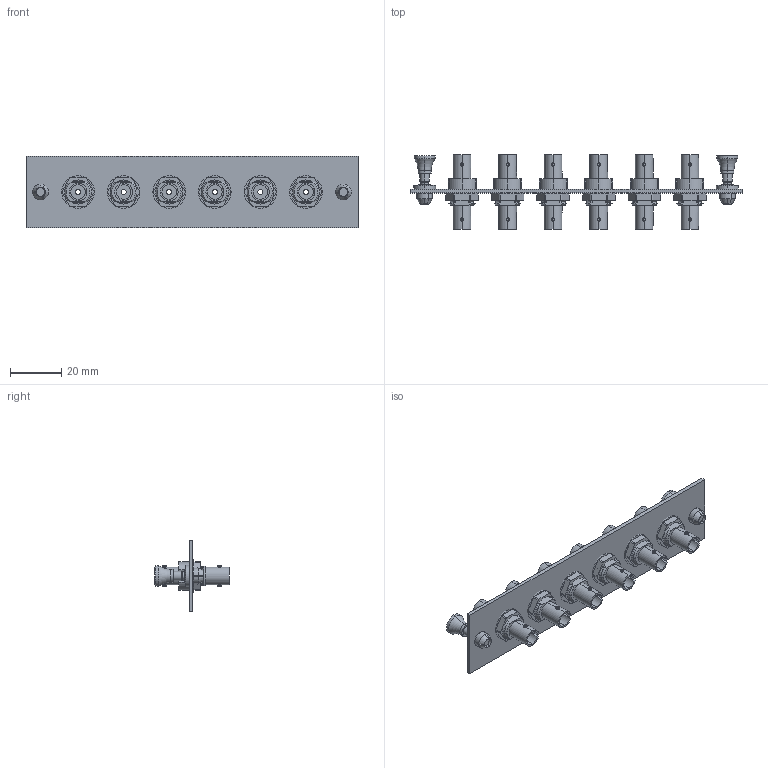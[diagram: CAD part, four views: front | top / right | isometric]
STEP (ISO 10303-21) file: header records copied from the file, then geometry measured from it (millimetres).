
FILE_DESCRIPTION (( 'STEP AP203' ), '1' );
FILE_NAME ('FSP-ST-CR.STEP', '2006-06-23T19:38:10', ( 'lcom' ), ( 'lcom' ), 'SwSTEP 2.0', 'SolidWorks 2006004', '' );
FILE_SCHEMA (( 'CONFIG_CONTROL_DESIGN' ));
Length unit declared in the file: inch
Products named in the file (8): 3AA02-001; FSP-ST-CR; FOA-001A; HDWR-HN4G-42-1; HDWR-HN4P-42-4-1; 1AR17-002; 3AA03-001
Assembly tree (14 placements, depth 3):
  FSP-ST-CR
    FOA-001A  x6
      3AA03-001
      FOA-001A
      3AA02-001
    HDWR-HN4P-42-4-1  x2
    HDWR-HN4G-42-1  x2
    1AR17-002
Bounding box: 129.54 x 29.21 x 27.94 mm (x, y, z)
Volume: 12853.7 mm3; surface area: 18954.9 mm2
Topology: 23 solids, 23 shells, 1518 faces, 4192 edges, 2750 vertices
Faces by surface type: cylinder 692, plane 537, cone 200, torus 52, bspline 37
Entity records: 16556 total; most frequent: CARTESIAN_POINT 5824, ORIENTED_EDGE 2078, DIRECTION 1980, EDGE_CURVE 1039, AXIS2_PLACEMENT_3D 713, VERTEX_POINT 681, LINE 554, VECTOR 554
